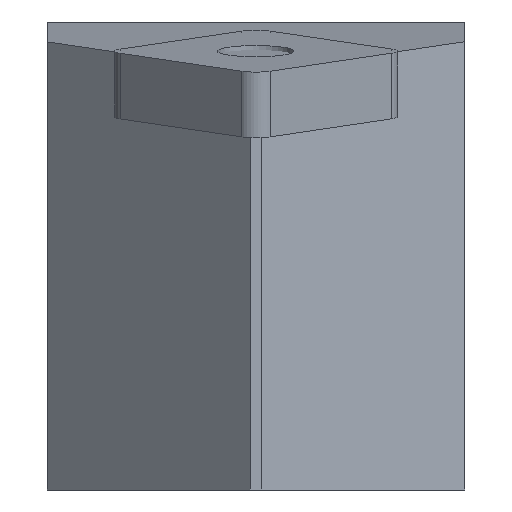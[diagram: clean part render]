
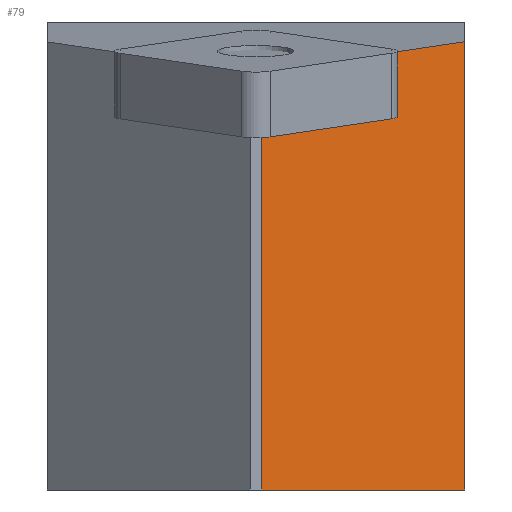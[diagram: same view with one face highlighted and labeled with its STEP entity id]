
A CAD part, left-side view. The second image highlights one B-rep face of the part: STEP entity #79.
In plain terms, the highlighted planar face has unit normal (-0.707, -0.707, 0).
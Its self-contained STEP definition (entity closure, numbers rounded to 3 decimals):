
#79=ADVANCED_FACE('',(#115),#96,.F.);
#96=PLANE('',#454);
#115=FACE_OUTER_BOUND('',#140,.T.);
#140=EDGE_LOOP('',(#218,#219,#220,#221));
#218=ORIENTED_EDGE('',*,*,#333,.F.);
#219=ORIENTED_EDGE('',*,*,#334,.T.);
#220=ORIENTED_EDGE('',*,*,#335,.T.);
#221=ORIENTED_EDGE('',*,*,#317,.F.);
#272=VERTEX_POINT('',#628);
#274=VERTEX_POINT('',#631);
#288=VERTEX_POINT('',#664);
#289=VERTEX_POINT('',#666);
#317=EDGE_CURVE('',#272,#274,#360,.T.);
#333=EDGE_CURVE('',#288,#272,#376,.T.);
#334=EDGE_CURVE('',#288,#289,#377,.T.);
#335=EDGE_CURVE('',#289,#274,#378,.T.);
#360=LINE('',#630,#403);
#376=LINE('',#663,#419);
#377=LINE('',#665,#420);
#378=LINE('',#667,#421);
#403=VECTOR('',#523,1.);
#419=VECTOR('',#545,1.);
#420=VECTOR('',#546,1.);
#421=VECTOR('',#547,1.);
#454=AXIS2_PLACEMENT_3D('',#668,#548,#549);
#523=DIRECTION('',(0.,0.,-1.));
#545=DIRECTION('',(0.703,-0.703,0.105));
#546=DIRECTION('',(0.,0.,-1.));
#547=DIRECTION('',(0.707,-0.707,0.));
#548=DIRECTION('',(0.707,0.707,0.));
#549=DIRECTION('',(-0.707,0.707,0.));
#628=CARTESIAN_POINT('',(28.958,-25.009,3.78));
#630=CARTESIAN_POINT('',(28.958,-25.009,6.139));
#631=CARTESIAN_POINT('',(28.958,-25.009,-49.861));
#663=CARTESIAN_POINT('',(4.409,-0.46,0.111));
#664=CARTESIAN_POINT('',(4.665,-0.716,0.15));
#665=CARTESIAN_POINT('',(4.665,-0.716,6.139));
#666=CARTESIAN_POINT('',(4.665,-0.716,-49.861));
#667=CARTESIAN_POINT('',(3.958,-0.009,-49.861));
#668=CARTESIAN_POINT('',(3.958,-0.009,6.139));
